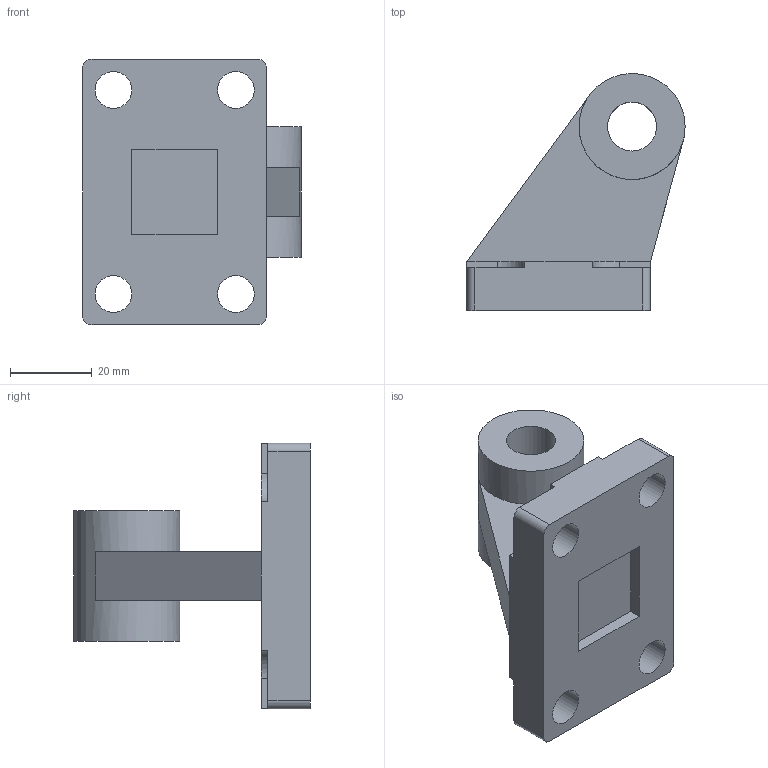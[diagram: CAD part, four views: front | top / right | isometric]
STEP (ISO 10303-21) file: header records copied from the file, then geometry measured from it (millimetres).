
FILE_DESCRIPTION(/* description */ ('Alibre Inc.'),/* implementation_level */ '2;1');
FILE_NAME(/* name */ 'export-CF4E1906-D08C-44B2-A3C4-3E3E360BC22C',/* time_stamp */ '2018-11-26T22:27:33+01:00',/* author */ (''),/* organization */ (''),/* preprocessor_version */ 'ST-DEVELOPER v17',/* originating_system */ 'Alibre',/* authorisation */ '');
FILE_SCHEMA (('AUTOMOTIVE_DESIGN'));
Length unit declared in the file: millimetre
Bounding box: 53.5 x 58 x 65 mm (x, y, z)
Volume: 54924.2 mm3; surface area: 15839.4 mm2
Topology: 1 solids, 1 shells, 44 faces, 120 edges, 80 vertices
Faces by surface type: plane 30, cylinder 14
Full cylindrical faces by diameter (mm): 9 x4, 12 x1, 26 x1
Entity records: 1388 total; most frequent: CARTESIAN_POINT 231, ORIENTED_EDGE 220, DIRECTION 200, EDGE_CURVE 110, VECTOR 80, LINE 80, VERTEX_POINT 76, AXIS2_PLACEMENT_3D 75
